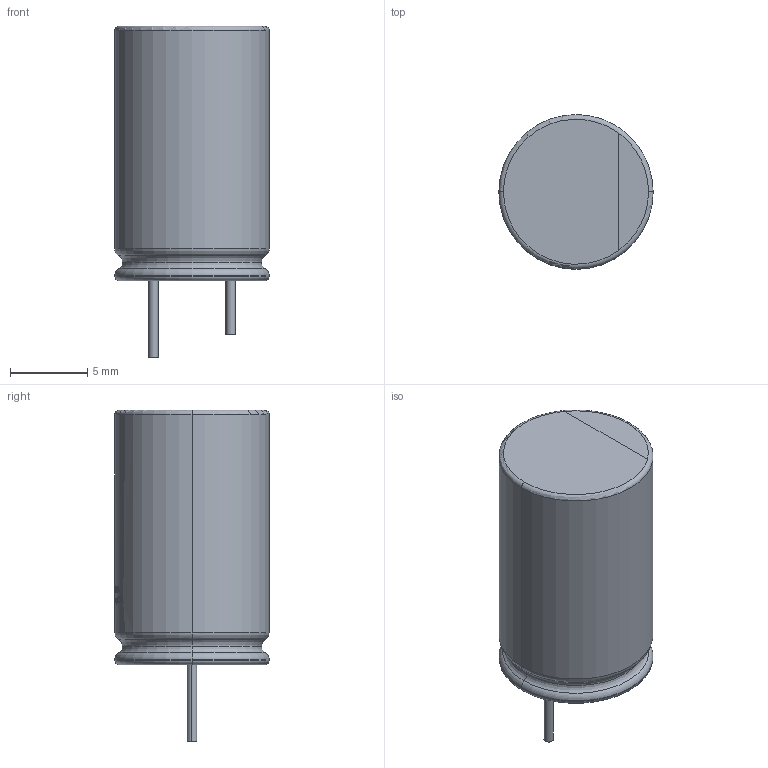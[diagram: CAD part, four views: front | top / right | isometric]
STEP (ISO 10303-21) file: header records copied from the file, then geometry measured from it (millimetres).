
FILE_DESCRIPTION (( 'STEP AP214' ), '1' );
FILE_NAME ('CAP-TH-C10x17-P5_0-D0_6.STEP', '2025-10-24T08:03:20', ( '' ), ( '' ), 'SwSTEP 2.0', 'SolidWorks 2020', '' );
FILE_SCHEMA (( 'AUTOMOTIVE_DESIGN' ));
Length unit declared in the file: millimetre
Products named in the file (2): CAP-TH-C10x17-P5_0-D0_6; CAP-TH_BD10.0-P5.00-D0.6-FD-A~CAP-TH_BD10.0-P5.00-D0.6-FD-A~TzKR.step
Assembly tree (1 placements, depth 2):
  CAP-TH-C10x17-P5_0-D0_6
    CAP-TH_BD10.0-P5.00-D0.6-FD-A~CAP-TH_BD10.0-P5.00-D0.6-FD-A~TzKR.step
Bounding box: 10 x 10 x 21.5 mm (x, y, z)
Volume: 1284 mm3; surface area: 691.4 mm2
Topology: 1 solids, 1 shells, 252 faces, 655 edges, 426 vertices
Faces by surface type: plane 113, bspline 98, cylinder 29, torus 12
Entity records: 8806 total; most frequent: CARTESIAN_POINT 3864, ORIENTED_EDGE 1310, EDGE_CURVE 655, DIRECTION 601, VERTEX_POINT 426, EDGE_LOOP 273, ADVANCED_FACE 252, FACE_OUTER_BOUND 252
